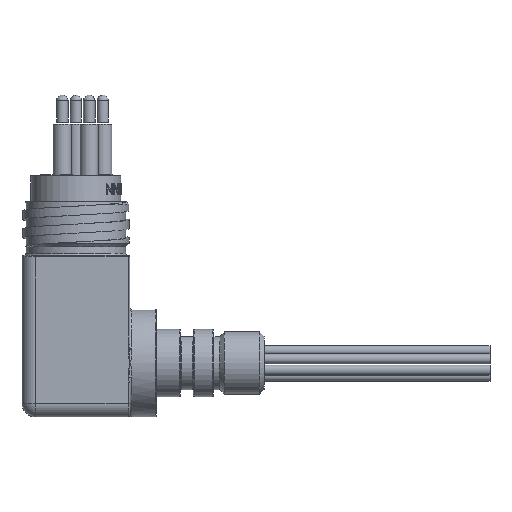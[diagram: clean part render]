
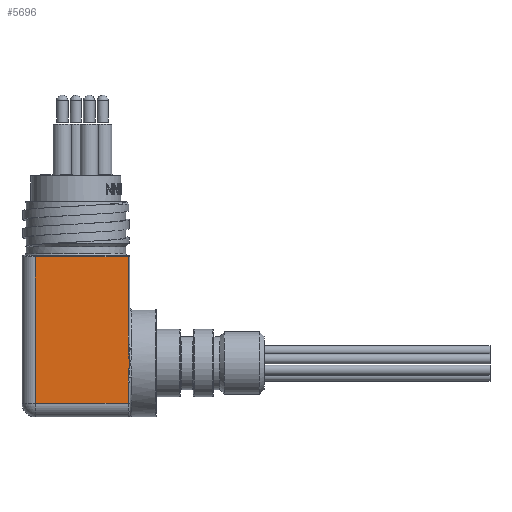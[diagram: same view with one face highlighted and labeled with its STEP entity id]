
A CAD part, left-side view. The second image highlights one B-rep face of the part: STEP entity #5696.
In plain terms, the highlighted planar face has unit normal (-1, 0, 0).
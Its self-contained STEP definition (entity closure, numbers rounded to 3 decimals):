
#209=PLANE('',#6138);
#689=FACE_OUTER_BOUND('',#1019,.T.);
#1019=EDGE_LOOP('',(#4142,#4143,#4144,#4145,#4146,#4147,#4148,#4149));
#1620=B_SPLINE_CURVE_WITH_KNOTS('',3,(#8638,#8639,#8640,#8641,#8642,#8643,
#8644),.UNSPECIFIED.,.F.,.F.,(4,3,4),(0.,0.001,0.001),
 .UNSPECIFIED.);
#1621=B_SPLINE_CURVE_WITH_KNOTS('',3,(#8646,#8647,#8648,#8649,#8650,#8651,
#8652,#8653,#8654,#8655),.UNSPECIFIED.,.F.,.F.,(4,2,2,2,4),(0.,0.001,
0.003,0.004,0.005),
 .UNSPECIFIED.);
#1622=B_SPLINE_CURVE_WITH_KNOTS('',3,(#8657,#8658,#8659,#8660,#8661,#8662,
#8663),.UNSPECIFIED.,.F.,.F.,(4,3,4),(0.,0.001,0.001),
 .UNSPECIFIED.);
#1850=LINE('',#8634,#2196);
#1851=LINE('',#8636,#2197);
#1852=LINE('',#8665,#2198);
#1853=LINE('',#8667,#2199);
#1854=LINE('',#8668,#2200);
#2196=VECTOR('',#6801,1000.);
#2197=VECTOR('',#6802,1000.);
#2198=VECTOR('',#6803,1000.);
#2199=VECTOR('',#6804,1000.);
#2200=VECTOR('',#6805,1000.);
#2628=VERTEX_POINT('',#8632);
#2629=VERTEX_POINT('',#8633);
#2630=VERTEX_POINT('',#8635);
#2631=VERTEX_POINT('',#8637);
#2632=VERTEX_POINT('',#8645);
#2633=VERTEX_POINT('',#8656);
#2634=VERTEX_POINT('',#8664);
#2635=VERTEX_POINT('',#8666);
#3225=EDGE_CURVE('',#2628,#2629,#1850,.T.);
#3226=EDGE_CURVE('',#2629,#2630,#1851,.T.);
#3227=EDGE_CURVE('',#2630,#2631,#1620,.T.);
#3228=EDGE_CURVE('',#2631,#2632,#1621,.T.);
#3229=EDGE_CURVE('',#2632,#2633,#1622,.T.);
#3230=EDGE_CURVE('',#2633,#2634,#1852,.T.);
#3231=EDGE_CURVE('',#2634,#2635,#1853,.T.);
#3232=EDGE_CURVE('',#2635,#2628,#1854,.T.);
#4142=ORIENTED_EDGE('',*,*,#3225,.T.);
#4143=ORIENTED_EDGE('',*,*,#3226,.T.);
#4144=ORIENTED_EDGE('',*,*,#3227,.T.);
#4145=ORIENTED_EDGE('',*,*,#3228,.T.);
#4146=ORIENTED_EDGE('',*,*,#3229,.T.);
#4147=ORIENTED_EDGE('',*,*,#3230,.T.);
#4148=ORIENTED_EDGE('',*,*,#3231,.T.);
#4149=ORIENTED_EDGE('',*,*,#3232,.T.);
#5696=ADVANCED_FACE('',(#689),#209,.T.);
#6138=AXIS2_PLACEMENT_3D('',#8631,#6799,#6800);
#6799=DIRECTION('center_axis',(-1.,0.,0.));
#6800=DIRECTION('ref_axis',(0.,1.,0.));
#6801=DIRECTION('',(0.,-1.,0.));
#6802=DIRECTION('',(0.,0.,1.));
#6803=DIRECTION('',(0.,0.,1.));
#6804=DIRECTION('',(0.,1.,0.));
#6805=DIRECTION('',(0.,0.,-1.));
#8631=CARTESIAN_POINT('Origin',(0.,0.,
-38.123));
#8632=CARTESIAN_POINT('',(0.,-2.381,-35.741));
#8633=CARTESIAN_POINT('',(0.,-18.796,-35.741));
#8634=CARTESIAN_POINT('',(0.,-42.85,-35.741));
#8635=CARTESIAN_POINT('',(0.,-18.796,-31.978));
#8636=CARTESIAN_POINT('',(0.,-18.796,-31.176));
#8637=CARTESIAN_POINT('',(0.,-18.851,-31.108));
#8638=CARTESIAN_POINT('Ctrl Pts',(0.,-18.796,
-31.978));
#8639=CARTESIAN_POINT('Ctrl Pts',(0.,-18.796,
-31.748));
#8640=CARTESIAN_POINT('Ctrl Pts',(0.,-18.81,
-31.519));
#8641=CARTESIAN_POINT('Ctrl Pts',(0.,-18.831,
-31.291));
#8642=CARTESIAN_POINT('Ctrl Pts',(0.,-18.837,
-31.23));
#8643=CARTESIAN_POINT('Ctrl Pts',(0.,-18.844,
-31.169));
#8644=CARTESIAN_POINT('Ctrl Pts',(0.,-18.851,
-31.108));
#8645=CARTESIAN_POINT('',(0.,-18.851,-26.088));
#8646=CARTESIAN_POINT('Ctrl Pts',(0.,-18.851,
-31.108));
#8647=CARTESIAN_POINT('Ctrl Pts',(0.,-18.898,
-30.691));
#8648=CARTESIAN_POINT('Ctrl Pts',(0.,-18.926,
-30.273));
#8649=CARTESIAN_POINT('Ctrl Pts',(0.,-18.971,
-29.436));
#8650=CARTESIAN_POINT('Ctrl Pts',(0.,-18.986,
-29.017));
#8651=CARTESIAN_POINT('Ctrl Pts',(0.,-18.986,
-28.179));
#8652=CARTESIAN_POINT('Ctrl Pts',(0.,-18.971,
-27.76));
#8653=CARTESIAN_POINT('Ctrl Pts',(0.,-18.926,
-26.923));
#8654=CARTESIAN_POINT('Ctrl Pts',(0.,-18.898,
-26.505));
#8655=CARTESIAN_POINT('Ctrl Pts',(0.,-18.851,
-26.088));
#8656=CARTESIAN_POINT('',(0.,-18.796,-25.218));
#8657=CARTESIAN_POINT('Ctrl Pts',(0.,-18.851,
-26.088));
#8658=CARTESIAN_POINT('Ctrl Pts',(0.,-18.825,
-25.86));
#8659=CARTESIAN_POINT('Ctrl Pts',(0.,-18.806,
-25.631));
#8660=CARTESIAN_POINT('Ctrl Pts',(0.,-18.799,
-25.402));
#8661=CARTESIAN_POINT('Ctrl Pts',(0.,-18.797,
-25.34));
#8662=CARTESIAN_POINT('Ctrl Pts',(0.,-18.796,
-25.279));
#8663=CARTESIAN_POINT('Ctrl Pts',(0.,-18.796,
-25.218));
#8664=CARTESIAN_POINT('',(0.,-18.796,-9.802));
#8665=CARTESIAN_POINT('',(0.,-18.796,-9.548));
#8666=CARTESIAN_POINT('',(0.,-2.381,-9.802));
#8667=CARTESIAN_POINT('',(0.,0.,-9.802));
#8668=CARTESIAN_POINT('',(0.,-2.381,-38.123));
